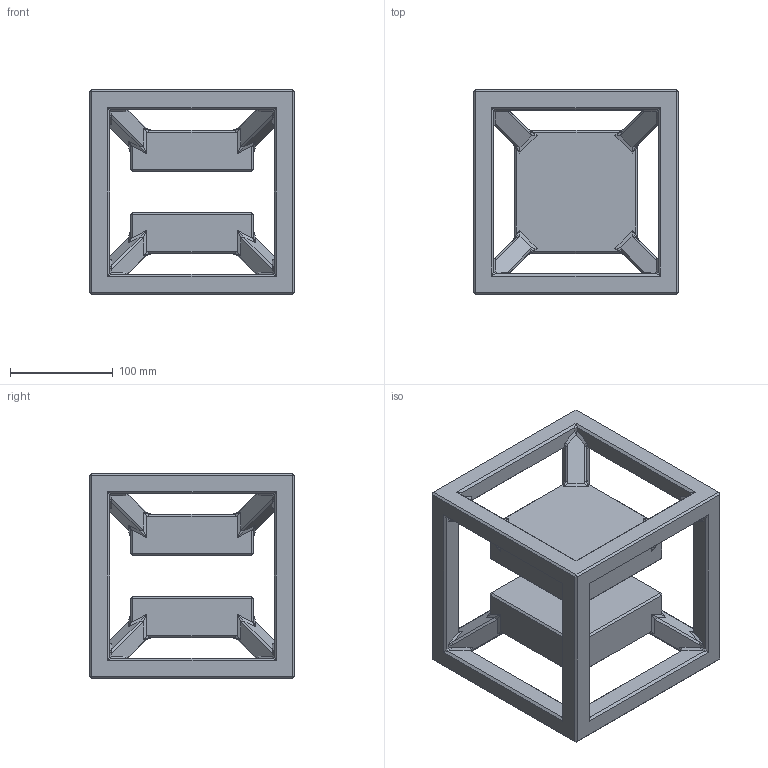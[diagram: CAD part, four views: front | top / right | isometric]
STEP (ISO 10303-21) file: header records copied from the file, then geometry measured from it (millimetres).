
FILE_DESCRIPTION(/* description */ (''),/* implementation_level */ '2;1');
FILE_NAME(/* name */ 'uniframe_010 v1.step',/* time_stamp */ '2021-02-14T14:43:10-08:00',/* author */ (''),/* organization */ (''),/* preprocessor_version */ 'ST-DEVELOPER v18.1',/* originating_system */ 'Autodesk Translation Framework v9.7.1.1290',/* authorisation */ '');
FILE_SCHEMA (('AUTOMOTIVE_DESIGN { 1 0 10303 214 3 1 1 }'));
Length unit declared in the file: millimetre
Products named in the file (1): uniframe_010
Bounding box: 200 x 200 x 200 mm (x, y, z)
Volume: 2104653.9 mm3; surface area: 264523 mm2
Topology: 1 solids, 1 shells, 514 faces, 1056 edges, 528 vertices
Faces by surface type: plane 514
Entity records: 12613 total; most frequent: ORIENTED_EDGE 2112, CARTESIAN_POINT 2099, DIRECTION 2086, LINE 1056, VECTOR 1056, EDGE_CURVE 1056, VERTEX_POINT 528, EDGE_LOOP 520
